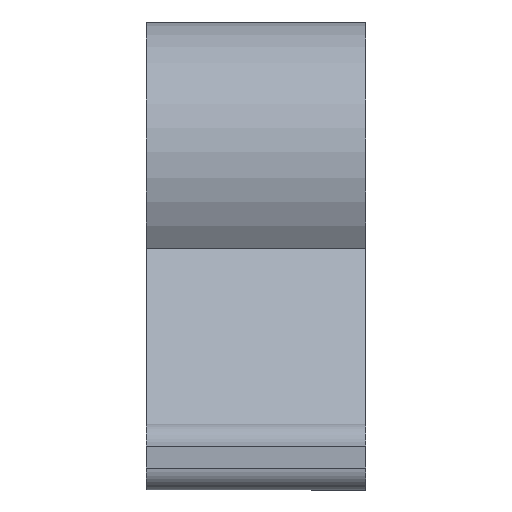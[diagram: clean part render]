
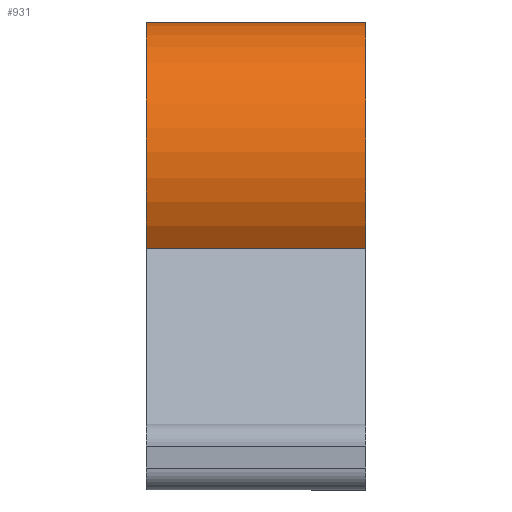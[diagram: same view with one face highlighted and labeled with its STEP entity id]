
A CAD part, left-side view. The second image highlights one B-rep face of the part: STEP entity #931.
In plain terms, the highlighted cylindrical face has radius 13.25 mm (diameter 26.5 mm), a partial arc.
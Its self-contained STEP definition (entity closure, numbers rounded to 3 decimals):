
#138 = VERTEX_POINT('',#139);
#139 = CARTESIAN_POINT('',(-11.,0.,22.021));
#145 = EDGE_CURVE('',#146,#138,#148,.T.);
#146 = VERTEX_POINT('',#147);
#147 = CARTESIAN_POINT('',(11.,0.,22.021));
#148 = CIRCLE('',#149,13.25);
#149 = AXIS2_PLACEMENT_3D('',#150,#151,#152);
#150 = CARTESIAN_POINT('',(0.,0.,29.408));
#151 = DIRECTION('',(0.,-1.,0.));
#152 = DIRECTION('',(1.,0.,0.));
#446 = VERTEX_POINT('',#447);
#447 = CARTESIAN_POINT('',(-11.,20.,22.021));
#453 = EDGE_CURVE('',#454,#446,#456,.T.);
#454 = VERTEX_POINT('',#455);
#455 = CARTESIAN_POINT('',(11.,20.,22.021));
#456 = CIRCLE('',#457,13.25);
#457 = AXIS2_PLACEMENT_3D('',#458,#459,#460);
#458 = CARTESIAN_POINT('',(0.,20.,29.408));
#459 = DIRECTION('',(0.,-1.,0.));
#460 = DIRECTION('',(1.,0.,0.));
#901 = EDGE_CURVE('',#138,#446,#902,.T.);
#902 = LINE('',#903,#904);
#903 = CARTESIAN_POINT('',(-11.,0.,22.021));
#904 = VECTOR('',#905,1.);
#905 = DIRECTION('',(0.,1.,0.));
#931 = ADVANCED_FACE('',(#932),#943,.T.);
#932 = FACE_BOUND('',#933,.T.);
#933 = EDGE_LOOP('',(#934,#940,#941,#942));
#934 = ORIENTED_EDGE('',*,*,#935,.T.);
#935 = EDGE_CURVE('',#146,#454,#936,.T.);
#936 = LINE('',#937,#938);
#937 = CARTESIAN_POINT('',(11.,0.,22.021));
#938 = VECTOR('',#939,1.);
#939 = DIRECTION('',(0.,1.,0.));
#940 = ORIENTED_EDGE('',*,*,#453,.T.);
#941 = ORIENTED_EDGE('',*,*,#901,.F.);
#942 = ORIENTED_EDGE('',*,*,#145,.F.);
#943 = CYLINDRICAL_SURFACE('',#944,13.25);
#944 = AXIS2_PLACEMENT_3D('',#945,#946,#947);
#945 = CARTESIAN_POINT('',(0.,0.,29.408));
#946 = DIRECTION('',(0.,-1.,0.));
#947 = DIRECTION('',(1.,0.,0.));
